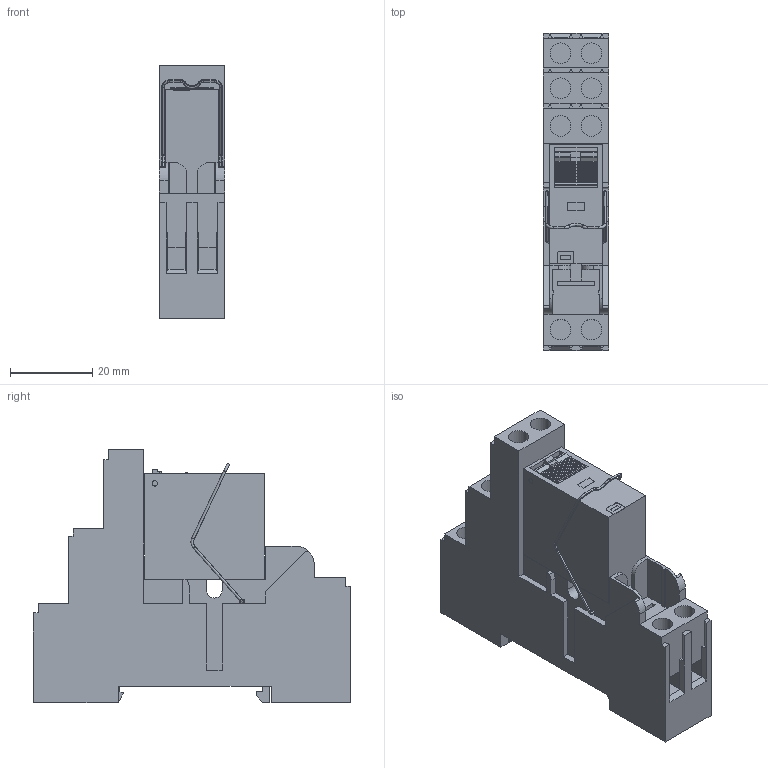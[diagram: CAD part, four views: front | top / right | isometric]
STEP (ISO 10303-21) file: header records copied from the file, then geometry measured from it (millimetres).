
FILE_DESCRIPTION(('CATIA V5 STEP Exchange','CAx-IF Rec.Pracs.--- Model Styling and Organization---1.4--- 2014-01-23'),'2;1');
FILE_NAME ('7525827_12', '2019-07-19T08:36:32+00:00', ('none'), ('Weidmueller'), 'CATIA Version 5-6 Release 2016 SP3 HF44', 'CATIA V5 STEP AP214', 'none');
FILE_SCHEMA(('AUTOMOTIVE_DESIGN { 1 0 10303 214 1 1 1 1 }'));
Length unit declared in the file: millimetre
Products named in the file (1): 2028940000
Bounding box: 15.8 x 77 x 61.5 mm (x, y, z)
Volume: 45215.2 mm3; surface area: 16731.4 mm2
Topology: 13 solids, 13 shells, 524 faces, 1444 edges, 965 vertices
Faces by surface type: plane 412, cylinder 94, torus 18
Entity records: 16029 total; most frequent: ORIENTED_EDGE 2888, CARTESIAN_POINT 2830, DIRECTION 2104, EDGE_CURVE 1444, VECTOR 1201, LINE 1201, VERTEX_POINT 965, AXIS2_PLACEMENT_3D 561
